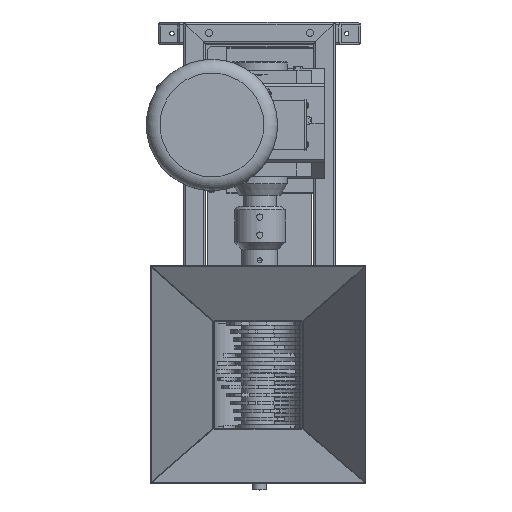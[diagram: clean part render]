
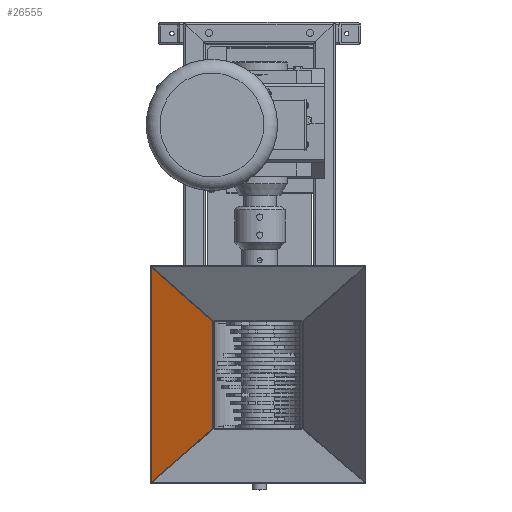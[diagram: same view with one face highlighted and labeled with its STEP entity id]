
A CAD part, top view. The second image highlights one B-rep face of the part: STEP entity #26555.
In plain terms, the highlighted face is planar.
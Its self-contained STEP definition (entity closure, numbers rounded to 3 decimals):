
#3339=PLANE('',#28885);
#4372=FACE_OUTER_BOUND('',#5863,.T.);
#5863=EDGE_LOOP('',(#19425,#19426,#19427,#19428));
#7713=LINE('',#40233,#10224);
#7717=LINE('',#40241,#10228);
#7720=LINE('',#40247,#10231);
#7723=LINE('',#40252,#10234);
#10224=VECTOR('',#32232,10.);
#10228=VECTOR('',#32238,10.);
#10231=VECTOR('',#32243,10.);
#10234=VECTOR('',#32248,10.);
#12788=VERTEX_POINT('',#40231);
#12789=VERTEX_POINT('',#40232);
#12792=VERTEX_POINT('',#40240);
#12794=VERTEX_POINT('',#40246);
#15363=EDGE_CURVE('',#12788,#12789,#7713,.T.);
#15367=EDGE_CURVE('',#12788,#12792,#7717,.T.);
#15370=EDGE_CURVE('',#12792,#12794,#7720,.T.);
#15373=EDGE_CURVE('',#12789,#12794,#7723,.T.);
#19425=ORIENTED_EDGE('',*,*,#15373,.T.);
#19426=ORIENTED_EDGE('',*,*,#15370,.F.);
#19427=ORIENTED_EDGE('',*,*,#15367,.F.);
#19428=ORIENTED_EDGE('',*,*,#15363,.T.);
#26555=ADVANCED_FACE('',(#4372),#3339,.T.);
#28885=AXIS2_PLACEMENT_3D('',#40255,#32252,#32253);
#32232=DIRECTION('',(0.,0.245,0.97));
#32238=DIRECTION('',(0.,1.,0.));
#32243=DIRECTION('',(0.,-0.245,0.97));
#32248=DIRECTION('',(0.,1.,0.));
#32252=DIRECTION('center_axis',(-1.,0.,0.));
#32253=DIRECTION('ref_axis',(0.,1.,0.));
#40231=CARTESIAN_POINT('',(3.,-75.75,-365.));
#40232=CARTESIAN_POINT('',(3.,0.,-65.));
#40233=CARTESIAN_POINT('',(3.,-75.75,-365.));
#40240=CARTESIAN_POINT('',(3.,224.25,-365.));
#40241=CARTESIAN_POINT('',(3.,-75.75,-365.));
#40246=CARTESIAN_POINT('',(3.,148.5,-65.));
#40247=CARTESIAN_POINT('',(3.,224.25,-365.));
#40252=CARTESIAN_POINT('',(3.,0.,-65.));
#40255=CARTESIAN_POINT('Origin',(3.,74.25,-147.5));
